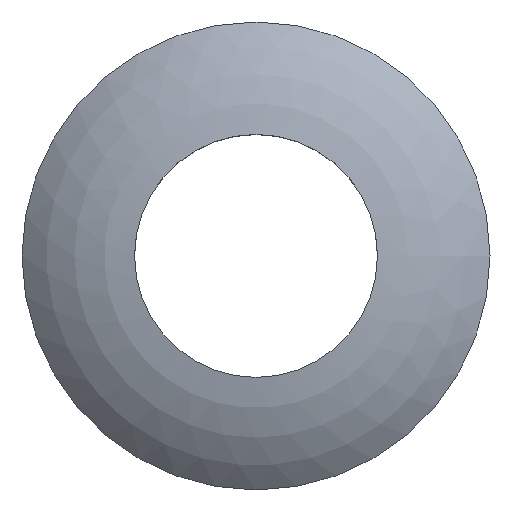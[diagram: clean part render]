
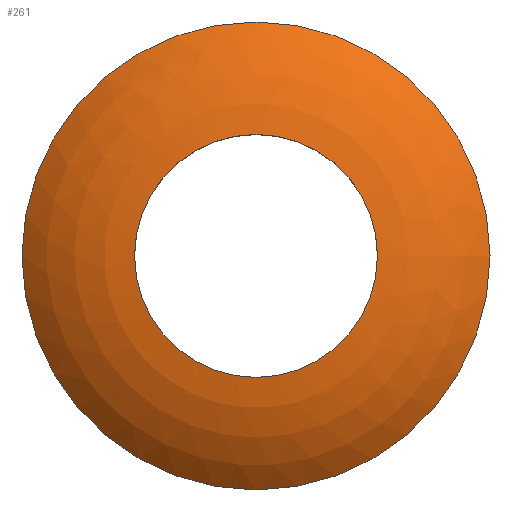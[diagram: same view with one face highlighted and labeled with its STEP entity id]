
A CAD part, top view. The second image highlights one B-rep face of the part: STEP entity #261.
In plain terms, the highlighted free-form (B-spline) face has degree [2, 2] with [3, 9] control points.
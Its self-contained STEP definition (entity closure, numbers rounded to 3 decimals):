
#21=(
BOUNDED_SURFACE()
B_SPLINE_SURFACE(2,2,((#766,#767,#768,#769,#770,#771,#772,#773,#774),(#775,
#776,#777,#778,#779,#780,#781,#782,#783),(#784,#785,#786,#787,#788,#789,
#790,#791,#792)),.UNSPECIFIED.,.F.,.T.,.F.)
B_SPLINE_SURFACE_WITH_KNOTS((3,3),(3,2,2,2,3),(-1.473,-0.841),
(-3.142,-1.571,0.,1.571,3.142),
 .UNSPECIFIED.)
GEOMETRIC_REPRESENTATION_ITEM()
RATIONAL_B_SPLINE_SURFACE(((1.,0.707,1.,0.707,1.,
0.707,1.,0.707,1.),(0.951,0.672,
0.951,0.672,0.951,0.672,
0.951,0.672,0.951),(1.,0.707,
1.,0.707,1.,0.707,1.,0.707,1.)))
REPRESENTATION_ITEM('')
SURFACE()
);
#29=FACE_OUTER_BOUND('',#44,.T.);
#44=EDGE_LOOP('',(#194,#195,#196,#197,#198));
#56=CIRCLE('',#292,47.3);
#57=CIRCLE('',#293,40.);
#58=CIRCLE('',#294,24.55);
#59=CIRCLE('',#295,24.55);
#119=VERTEX_POINT('',#793);
#120=VERTEX_POINT('',#795);
#121=VERTEX_POINT('',#797);
#150=EDGE_CURVE('',#119,#119,#56,.T.);
#151=EDGE_CURVE('',#119,#120,#57,.T.);
#152=EDGE_CURVE('',#120,#121,#58,.T.);
#153=EDGE_CURVE('',#121,#120,#59,.T.);
#194=ORIENTED_EDGE('',*,*,#150,.F.);
#195=ORIENTED_EDGE('',*,*,#151,.T.);
#196=ORIENTED_EDGE('',*,*,#152,.T.);
#197=ORIENTED_EDGE('',*,*,#153,.T.);
#198=ORIENTED_EDGE('',*,*,#151,.F.);
#261=ADVANCED_FACE('',(#29),#21,.T.);
#292=AXIS2_PLACEMENT_3D('',#794,#331,#332);
#293=AXIS2_PLACEMENT_3D('',#796,#333,#334);
#294=AXIS2_PLACEMENT_3D('',#798,#335,#336);
#295=AXIS2_PLACEMENT_3D('',#799,#337,#338);
#331=DIRECTION('center_axis',(0.,0.,-1.));
#332=DIRECTION('ref_axis',(1.,0.,0.));
#333=DIRECTION('center_axis',(0.,-1.,0.));
#334=DIRECTION('ref_axis',(1.,0.,0.));
#335=DIRECTION('center_axis',(0.,0.,-1.));
#336=DIRECTION('ref_axis',(1.,0.,0.));
#337=DIRECTION('center_axis',(0.,0.,-1.));
#338=DIRECTION('ref_axis',(1.,0.,0.));
#766=CARTESIAN_POINT('Ctrl Pts',(24.55,0.,0.));
#767=CARTESIAN_POINT('Ctrl Pts',(24.55,24.55,0.));
#768=CARTESIAN_POINT('Ctrl Pts',(0.,24.55,0.));
#769=CARTESIAN_POINT('Ctrl Pts',(-24.55,24.55,0.));
#770=CARTESIAN_POINT('Ctrl Pts',(-24.55,0.,0.));
#771=CARTESIAN_POINT('Ctrl Pts',(-24.55,-24.55,0.));
#772=CARTESIAN_POINT('Ctrl Pts',(0.,-24.55,0.));
#773=CARTESIAN_POINT('Ctrl Pts',(24.55,-24.55,0.));
#774=CARTESIAN_POINT('Ctrl Pts',(24.55,0.,0.));
#775=CARTESIAN_POINT('Ctrl Pts',(37.559,0.,-1.283));
#776=CARTESIAN_POINT('Ctrl Pts',(37.559,37.559,-1.283));
#777=CARTESIAN_POINT('Ctrl Pts',(0.,37.559,-1.283));
#778=CARTESIAN_POINT('Ctrl Pts',(-37.559,37.559,-1.283));
#779=CARTESIAN_POINT('Ctrl Pts',(-37.559,0.,-1.283));
#780=CARTESIAN_POINT('Ctrl Pts',(-37.559,-37.559,-1.283));
#781=CARTESIAN_POINT('Ctrl Pts',(0.,-37.559,-1.283));
#782=CARTESIAN_POINT('Ctrl Pts',(37.559,-37.559,-1.283));
#783=CARTESIAN_POINT('Ctrl Pts',(37.559,0.,-1.283));
#784=CARTESIAN_POINT('Ctrl Pts',(47.3,0.,-10.));
#785=CARTESIAN_POINT('Ctrl Pts',(47.3,47.3,-10.));
#786=CARTESIAN_POINT('Ctrl Pts',(0.,47.3,-10.));
#787=CARTESIAN_POINT('Ctrl Pts',(-47.3,47.3,-10.));
#788=CARTESIAN_POINT('Ctrl Pts',(-47.3,0.,-10.));
#789=CARTESIAN_POINT('Ctrl Pts',(-47.3,-47.3,-10.));
#790=CARTESIAN_POINT('Ctrl Pts',(0.,-47.3,-10.));
#791=CARTESIAN_POINT('Ctrl Pts',(47.3,-47.3,-10.));
#792=CARTESIAN_POINT('Ctrl Pts',(47.3,0.,-10.));
#793=CARTESIAN_POINT('',(47.3,0.,-10.));
#794=CARTESIAN_POINT('Origin',(0.,0.,-10.));
#795=CARTESIAN_POINT('',(24.55,0.,0.));
#796=CARTESIAN_POINT('Origin',(20.625,0.,-39.807));
#797=CARTESIAN_POINT('',(-24.55,0.,0.));
#798=CARTESIAN_POINT('Origin',(0.,0.,0.));
#799=CARTESIAN_POINT('Origin',(0.,0.,0.));
